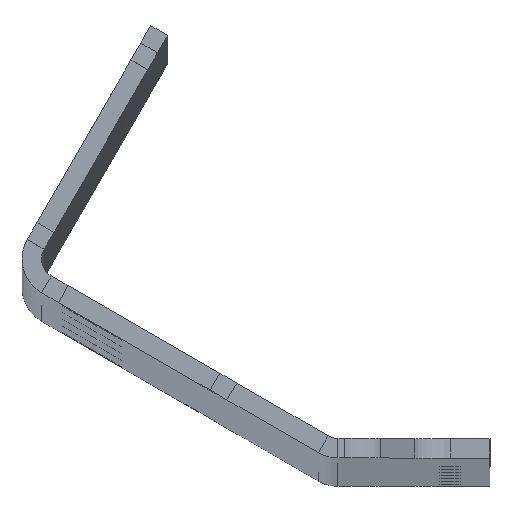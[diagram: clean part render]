
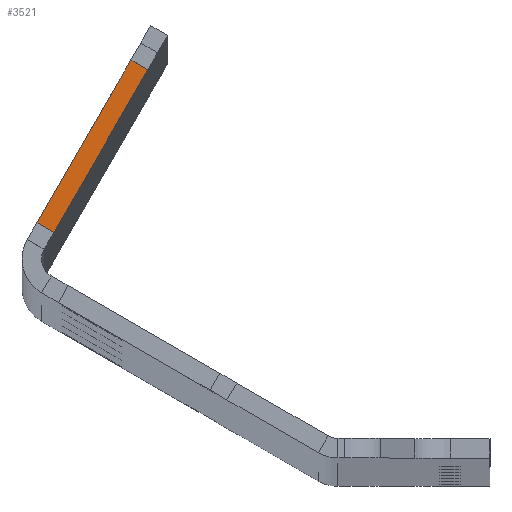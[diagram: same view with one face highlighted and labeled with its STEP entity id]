
A CAD part, top view. The second image highlights one B-rep face of the part: STEP entity #3521.
In plain terms, the highlighted planar face has unit normal (0, 0, 1).
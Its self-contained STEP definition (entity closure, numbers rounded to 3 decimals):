
#214 = CARTESIAN_POINT ( 'NONE',  ( -609.444, -1031.588, 1254.4 ) ) ;
#251 = EDGE_CURVE ( 'NONE', #3422, #2908, #4033, .T. ) ;
#292 = DIRECTION ( 'NONE',  ( 0., 0., 1. ) ) ;
#372 = CARTESIAN_POINT ( 'NONE',  ( -608.992, -1024.805, 1254.4 ) ) ;
#439 = VECTOR ( 'NONE', #3369, 1000. ) ;
#689 = DIRECTION ( 'NONE',  ( 0.866, -0.5, 0. ) ) ;
#809 = VECTOR ( 'NONE', #689, 1000. ) ;
#888 = EDGE_CURVE ( 'NONE', #1612, #3422, #4505, .T. ) ;
#928 = CARTESIAN_POINT ( 'NONE',  ( -623.892, -1056.613, 1254.4 ) ) ;
#1029 = EDGE_CURVE ( 'NONE', #3129, #2908, #2015, .T. ) ;
#1077 = LINE ( 'NONE', #372, #4452 ) ;
#1217 = CARTESIAN_POINT ( 'NONE',  ( -606.394, -1026.305, 1254.4 ) ) ;
#1271 = EDGE_CURVE ( 'NONE', #1612, #3129, #1077, .T. ) ;
#1427 = AXIS2_PLACEMENT_3D ( 'NONE', #2702, #292, #4417 ) ;
#1506 = CARTESIAN_POINT ( 'NONE',  ( -623.892, -1056.613, 1254.4 ) ) ;
#1600 = VECTOR ( 'NONE', #3378, 1000. ) ;
#1612 = VERTEX_POINT ( 'NONE', #4394 ) ;
#1967 = FACE_OUTER_BOUND ( 'NONE', #3167, .T. ) ;
#2015 = LINE ( 'NONE', #928, #439 ) ;
#2212 = ORIENTED_EDGE ( 'NONE', *, *, #251, .F. ) ;
#2421 = ORIENTED_EDGE ( 'NONE', *, *, #888, .F. ) ;
#2702 = CARTESIAN_POINT ( 'NONE',  ( -606.394, -1026.305, 1254.4 ) ) ;
#2908 = VERTEX_POINT ( 'NONE', #1506 ) ;
#3129 = VERTEX_POINT ( 'NONE', #3475 ) ;
#3167 = EDGE_LOOP ( 'NONE', ( #2421, #3693, #4056, #2212 ) ) ;
#3369 = DIRECTION ( 'NONE',  ( 0.866, -0.5, 0. ) ) ;
#3378 = DIRECTION ( 'NONE',  ( -0.5, -0.866, 0. ) ) ;
#3422 = VERTEX_POINT ( 'NONE', #214 ) ;
#3474 = CARTESIAN_POINT ( 'NONE',  ( -609.444, -1031.588, 1254.4 ) ) ;
#3475 = CARTESIAN_POINT ( 'NONE',  ( -626.49, -1055.113, 1254.4 ) ) ;
#3521 = ADVANCED_FACE ( 'NONE', ( #1967 ), #4079, .T. ) ;
#3693 = ORIENTED_EDGE ( 'NONE', *, *, #1271, .T. ) ;
#4033 = LINE ( 'NONE', #1217, #1600 ) ;
#4056 = ORIENTED_EDGE ( 'NONE', *, *, #1029, .T. ) ;
#4079 = PLANE ( 'NONE',  #1427 ) ;
#4359 = DIRECTION ( 'NONE',  ( -0.5, -0.866, 0. ) ) ;
#4394 = CARTESIAN_POINT ( 'NONE',  ( -612.042, -1030.088, 1254.4 ) ) ;
#4417 = DIRECTION ( 'NONE',  ( -0.5, -0.866, 0. ) ) ;
#4452 = VECTOR ( 'NONE', #4359, 1000. ) ;
#4505 = LINE ( 'NONE', #3474, #809 ) ;
